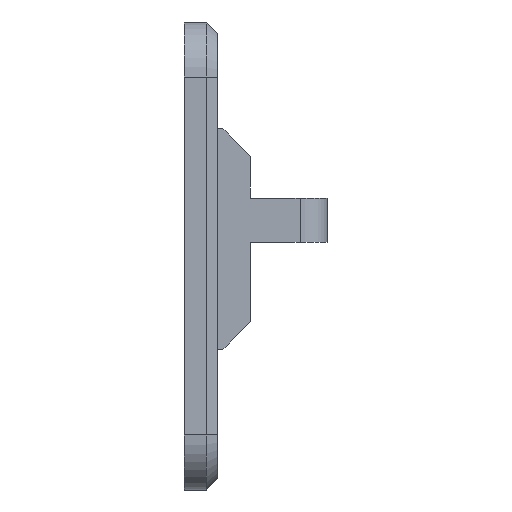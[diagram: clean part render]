
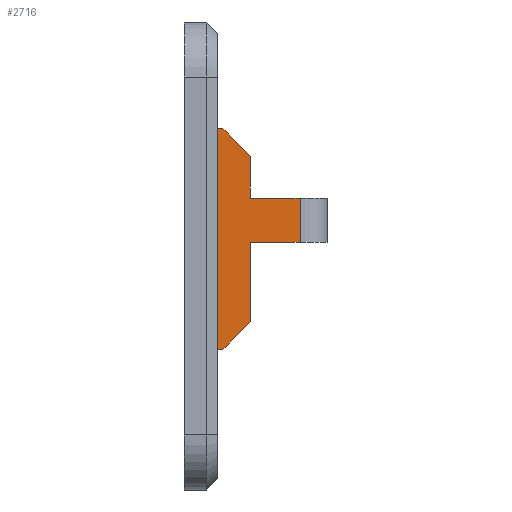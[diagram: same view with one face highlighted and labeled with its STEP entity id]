
A CAD part, left-side view. The second image highlights one B-rep face of the part: STEP entity #2716.
In plain terms, the highlighted planar face has unit normal (-1, 0, 0).
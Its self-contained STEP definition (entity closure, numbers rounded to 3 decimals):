
#15 = ORIENTED_EDGE ( 'NONE', *, *, #2577, .F. ) ;
#40 = CARTESIAN_POINT ( 'NONE',  ( -13.909, -1.2, -2.383 ) ) ;
#66 = ORIENTED_EDGE ( 'NONE', *, *, #2944, .T. ) ;
#184 = DIRECTION ( 'NONE',  ( 0., 1., 0. ) ) ;
#274 = CARTESIAN_POINT ( 'NONE',  ( -13.909, -3., 2.1 ) ) ;
#288 = LINE ( 'NONE', #582, #3164 ) ;
#335 = EDGE_CURVE ( 'NONE', #1179, #2575, #2374, .T. ) ;
#377 = VERTEX_POINT ( 'NONE', #2595 ) ;
#479 = VECTOR ( 'NONE', #1370, 1000. ) ;
#484 = CARTESIAN_POINT ( 'NONE',  ( -13.909, -1.2, 3.617 ) ) ;
#582 = CARTESIAN_POINT ( 'NONE',  ( -13.909, -4., 2.1 ) ) ;
#718 = DIRECTION ( 'NONE',  ( 0., 0.707, 0.707 ) ) ;
#720 = VERTEX_POINT ( 'NONE', #2059 ) ;
#741 = ORIENTED_EDGE ( 'NONE', *, *, #2848, .T. ) ;
#775 = ORIENTED_EDGE ( 'NONE', *, *, #1109, .T. ) ;
#859 = FACE_OUTER_BOUND ( 'NONE', #1567, .T. ) ;
#925 = CARTESIAN_POINT ( 'NONE',  ( -13.909, -1.2, -2.383 ) ) ;
#1109 = EDGE_CURVE ( 'NONE', #3229, #2161, #2655, .T. ) ;
#1119 = PLANE ( 'NONE',  #3346 ) ;
#1179 = VERTEX_POINT ( 'NONE', #2498 ) ;
#1191 = CARTESIAN_POINT ( 'NONE',  ( -13.909, -0.2, 4.617 ) ) ;
#1239 = VECTOR ( 'NONE', #3366, 1000. ) ;
#1257 = EDGE_CURVE ( 'NONE', #2651, #3010, #2420, .T. ) ;
#1278 = VECTOR ( 'NONE', #2092, 1000. ) ;
#1370 = DIRECTION ( 'NONE',  ( 0., 1., 0. ) ) ;
#1441 = CARTESIAN_POINT ( 'NONE',  ( -13.909, -1.2, -3.383 ) ) ;
#1535 = VECTOR ( 'NONE', #3809, 1000. ) ;
#1567 = EDGE_LOOP ( 'NONE', ( #2829, #775, #3127, #15, #1686, #741, #2560, #66, #1834, #3798 ) ) ;
#1576 = CARTESIAN_POINT ( 'NONE',  ( -13.909, 0., -3.383 ) ) ;
#1653 = CARTESIAN_POINT ( 'NONE',  ( -13.909, -4., 0.5 ) ) ;
#1686 = ORIENTED_EDGE ( 'NONE', *, *, #3714, .T. ) ;
#1834 = ORIENTED_EDGE ( 'NONE', *, *, #3411, .T. ) ;
#1882 = LINE ( 'NONE', #1653, #479 ) ;
#1984 = DIRECTION ( 'NONE',  ( 1., 0., 0. ) ) ;
#2059 = CARTESIAN_POINT ( 'NONE',  ( -13.909, -1.2, 0.5 ) ) ;
#2062 = CARTESIAN_POINT ( 'NONE',  ( -13.909, -0.2, -3.383 ) ) ;
#2092 = DIRECTION ( 'NONE',  ( 0., 0., -1. ) ) ;
#2125 = CARTESIAN_POINT ( 'NONE',  ( -13.909, -1.2, -3.383 ) ) ;
#2161 = VERTEX_POINT ( 'NONE', #40 ) ;
#2194 = LINE ( 'NONE', #3383, #3035 ) ;
#2313 = DIRECTION ( 'NONE',  ( 0., 0., -1. ) ) ;
#2334 = CARTESIAN_POINT ( 'NONE',  ( -13.909, 0., -3.383 ) ) ;
#2373 = CARTESIAN_POINT ( 'NONE',  ( -13.909, -1.2, -3.383 ) ) ;
#2374 = LINE ( 'NONE', #2334, #3825 ) ;
#2420 = LINE ( 'NONE', #2125, #1278 ) ;
#2462 = CARTESIAN_POINT ( 'NONE',  ( -13.909, -1.2, 4.617 ) ) ;
#2498 = CARTESIAN_POINT ( 'NONE',  ( -13.909, 0., 4.617 ) ) ;
#2555 = DIRECTION ( 'NONE',  ( 0., 0., -1. ) ) ;
#2560 = ORIENTED_EDGE ( 'NONE', *, *, #1257, .F. ) ;
#2575 = VERTEX_POINT ( 'NONE', #1576 ) ;
#2577 = EDGE_CURVE ( 'NONE', #377, #720, #1882, .T. ) ;
#2595 = CARTESIAN_POINT ( 'NONE',  ( -13.909, -3., 0.5 ) ) ;
#2651 = VERTEX_POINT ( 'NONE', #484 ) ;
#2655 = LINE ( 'NONE', #925, #1535 ) ;
#2716 = ADVANCED_FACE ( 'NONE', ( #859 ), #1119, .F. ) ;
#2763 = CARTESIAN_POINT ( 'NONE',  ( -13.909, -3., 2.1 ) ) ;
#2773 = LINE ( 'NONE', #3062, #3039 ) ;
#2829 = ORIENTED_EDGE ( 'NONE', *, *, #2867, .F. ) ;
#2848 = EDGE_CURVE ( 'NONE', #3345, #3010, #288, .T. ) ;
#2866 = VERTEX_POINT ( 'NONE', #1191 ) ;
#2867 = EDGE_CURVE ( 'NONE', #3229, #2575, #3315, .T. ) ;
#2944 = EDGE_CURVE ( 'NONE', #2651, #2866, #2194, .T. ) ;
#2946 = VECTOR ( 'NONE', #3073, 1000. ) ;
#2957 = DIRECTION ( 'NONE',  ( 0., 1., 0. ) ) ;
#3010 = VERTEX_POINT ( 'NONE', #3174 ) ;
#3035 = VECTOR ( 'NONE', #718, 1000. ) ;
#3039 = VECTOR ( 'NONE', #2555, 1000. ) ;
#3062 = CARTESIAN_POINT ( 'NONE',  ( -13.909, -1.2, -3.383 ) ) ;
#3073 = DIRECTION ( 'NONE',  ( 0., 0., 1. ) ) ;
#3127 = ORIENTED_EDGE ( 'NONE', *, *, #3525, .F. ) ;
#3164 = VECTOR ( 'NONE', #2957, 1000. ) ;
#3174 = CARTESIAN_POINT ( 'NONE',  ( -13.909, -1.2, 2.1 ) ) ;
#3229 = VERTEX_POINT ( 'NONE', #2062 ) ;
#3236 = DIRECTION ( 'NONE',  ( 0., 0., -1. ) ) ;
#3315 = LINE ( 'NONE', #2373, #1239 ) ;
#3345 = VERTEX_POINT ( 'NONE', #274 ) ;
#3346 = AXIS2_PLACEMENT_3D ( 'NONE', #1441, #1984, #2313 ) ;
#3366 = DIRECTION ( 'NONE',  ( 0., 1., 0. ) ) ;
#3369 = LINE ( 'NONE', #2763, #2946 ) ;
#3383 = CARTESIAN_POINT ( 'NONE',  ( -13.909, -1.2, 3.617 ) ) ;
#3411 = EDGE_CURVE ( 'NONE', #2866, #1179, #3653, .T. ) ;
#3413 = VECTOR ( 'NONE', #184, 1000. ) ;
#3525 = EDGE_CURVE ( 'NONE', #720, #2161, #2773, .T. ) ;
#3653 = LINE ( 'NONE', #2462, #3413 ) ;
#3714 = EDGE_CURVE ( 'NONE', #377, #3345, #3369, .T. ) ;
#3798 = ORIENTED_EDGE ( 'NONE', *, *, #335, .T. ) ;
#3809 = DIRECTION ( 'NONE',  ( 0., -0.707, 0.707 ) ) ;
#3825 = VECTOR ( 'NONE', #3236, 1000. ) ;
